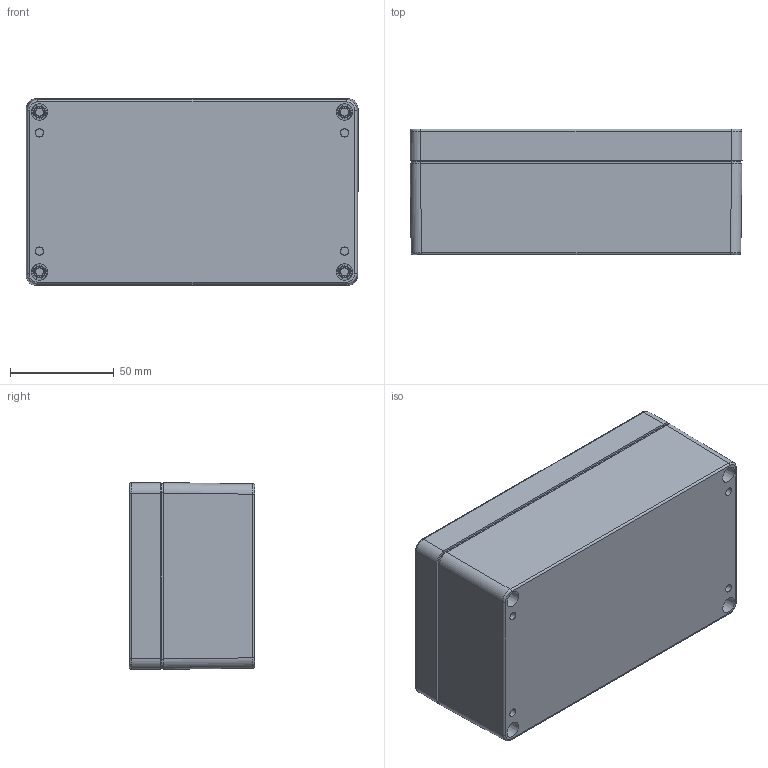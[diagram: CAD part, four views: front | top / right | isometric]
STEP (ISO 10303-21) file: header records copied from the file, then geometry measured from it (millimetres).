
FILE_DESCRIPTION(/* description */ (''),/* implementation_level */ '2;1');
FILE_NAME(/* name */ '1554J.iam.stp',/* time_stamp */ '2016-01-06T07:41:36-05:00',/* author */ ('rboehler'),/* organization */ (''),/* preprocessor_version */ 'ST-DEVELOPER v16.1',/* originating_system */ 'Autodesk Inventor 2016',/* authorisation */ '');
FILE_SCHEMA (('AUTOMOTIVE_DESIGN { 1 0 10303 214 3 1 1 }'));
Products named in the file (7): 1554J Box; 1554J-K Lid; 1554J-K GASKET; SC576 (screw M4-0.7X 20mm PN); IN-M4 (insert M4-0.7X5.75mm SS); IN100 (insert M3-0.5X5.75mm BRASS); 1554J
Assembly tree (15 placements, depth 2):
  1554J
    1554J Box
    1554J-K Lid
    1554J-K GASKET
    SC576 (screw M4-0.7X 20mm PN)  x4
    IN-M4 (insert M4-0.7X5.75mm SS)  x4
    IN100 (insert M3-0.5X5.75mm BRASS)  x4
Bounding box: 160 x 60.5 x 90 mm (x, y, z)
Volume: 189060.5 mm3; surface area: 137878.4 mm2
Topology: 15 solids, 15 shells, 1318 faces, 3428 edges, 2226 vertices
Faces by surface type: plane 374, cylinder 346, bspline 332, cone 186, torus 64, sphere 16
Full cylindrical faces by diameter (mm): 2 x8, 2.464 x4, 3.251 x4, 3.43 x4, 3.5 x4, 3.81 x12, 3.88 x4, 3.912 x4, 5.334 x4, 5.537 x8, 6.35 x8
Entity records: 25032 total; most frequent: CARTESIAN_POINT 6969, ORIENTED_EDGE 3702, DIRECTION 3658, EDGE_CURVE 1851, AXIS2_PLACEMENT_3D 1454, VERTEX_POINT 1217, EDGE_LOOP 934, FACE_OUTER_BOUND 775
